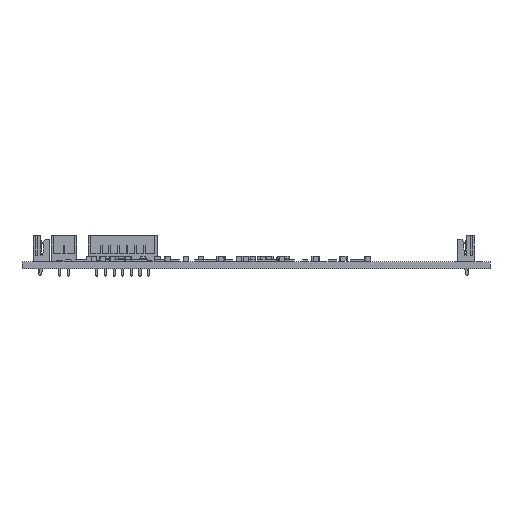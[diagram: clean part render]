
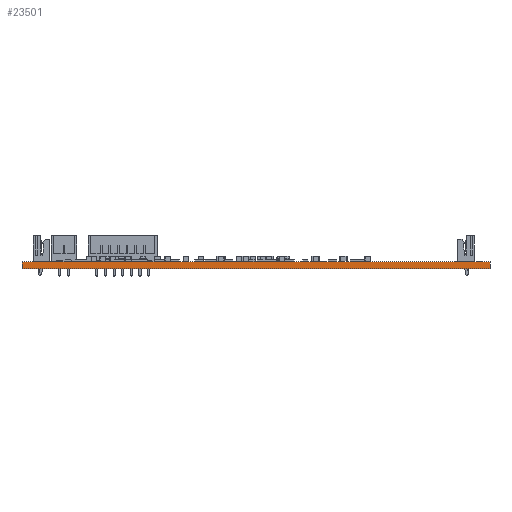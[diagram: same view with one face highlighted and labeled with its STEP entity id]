
A CAD part, front view. The second image highlights one B-rep face of the part: STEP entity #23501.
In plain terms, the highlighted planar face has unit normal (0, -1, 0).
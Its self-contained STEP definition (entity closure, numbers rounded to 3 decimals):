
#23501 = ADVANCED_FACE('',(#23502),#23536,.T.);
#23502 = FACE_BOUND('',#23503,.T.);
#23503 = EDGE_LOOP('',(#23504,#23514,#23522,#23530));
#23504 = ORIENTED_EDGE('',*,*,#23505,.T.);
#23505 = EDGE_CURVE('',#23506,#23508,#23510,.T.);
#23506 = VERTEX_POINT('',#23507);
#23507 = CARTESIAN_POINT('',(163.06,-168.95,0.));
#23508 = VERTEX_POINT('',#23509);
#23509 = CARTESIAN_POINT('',(163.06,-168.95,1.6));
#23510 = LINE('',#23511,#23512);
#23511 = CARTESIAN_POINT('',(163.06,-168.95,0.));
#23512 = VECTOR('',#23513,1.);
#23513 = DIRECTION('',(0.,0.,1.));
#23514 = ORIENTED_EDGE('',*,*,#23515,.T.);
#23515 = EDGE_CURVE('',#23508,#23516,#23518,.T.);
#23516 = VERTEX_POINT('',#23517);
#23517 = CARTESIAN_POINT('',(54.82,-168.95,1.6));
#23518 = LINE('',#23519,#23520);
#23519 = CARTESIAN_POINT('',(163.06,-168.95,1.6));
#23520 = VECTOR('',#23521,1.);
#23521 = DIRECTION('',(-1.,0.,0.));
#23522 = ORIENTED_EDGE('',*,*,#23523,.F.);
#23523 = EDGE_CURVE('',#23524,#23516,#23526,.T.);
#23524 = VERTEX_POINT('',#23525);
#23525 = CARTESIAN_POINT('',(54.82,-168.95,0.));
#23526 = LINE('',#23527,#23528);
#23527 = CARTESIAN_POINT('',(54.82,-168.95,0.));
#23528 = VECTOR('',#23529,1.);
#23529 = DIRECTION('',(0.,0.,1.));
#23530 = ORIENTED_EDGE('',*,*,#23531,.F.);
#23531 = EDGE_CURVE('',#23506,#23524,#23532,.T.);
#23532 = LINE('',#23533,#23534);
#23533 = CARTESIAN_POINT('',(163.06,-168.95,0.));
#23534 = VECTOR('',#23535,1.);
#23535 = DIRECTION('',(-1.,0.,0.));
#23536 = PLANE('',#23537);
#23537 = AXIS2_PLACEMENT_3D('',#23538,#23539,#23540);
#23538 = CARTESIAN_POINT('',(163.06,-168.95,0.));
#23539 = DIRECTION('',(0.,-1.,0.));
#23540 = DIRECTION('',(-1.,0.,0.));
